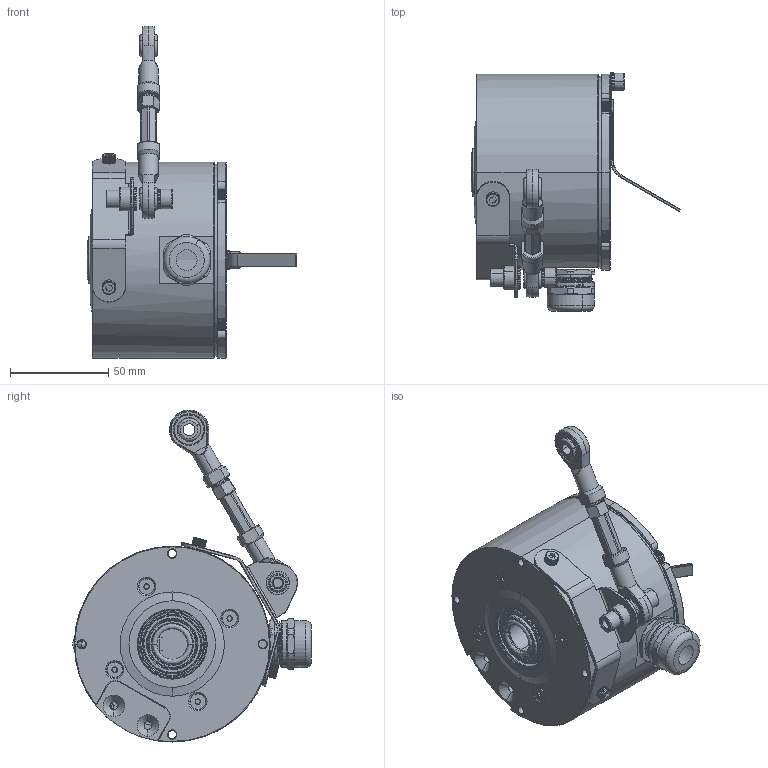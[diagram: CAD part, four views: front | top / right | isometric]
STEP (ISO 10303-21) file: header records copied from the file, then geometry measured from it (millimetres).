
FILE_DESCRIPTION (( 'STEP AP214' ), '1' );
FILE_NAME ('EHK99H 851656 三维模型.STEP', '2024-11-20T08:29:18', ( '个人用户' ), ( '微软中国' ), 'SwSTEP 2.0', 'SolidWorks 2014', '' );
FILE_SCHEMA (( 'AUTOMOTIVE_DESIGN' ));
Length unit declared in the file: millimetre
Products named in the file (1): EHK99H 851656 三维模型
Bounding box: 106.59 x 121.4 x 168.7 mm (x, y, z)
Surface area: 61969.1 mm2 (no closed solid volume)
Topology: 0 solids, 51 shells, 1022 faces, 4841 edges, 3556 vertices
Faces by surface type: plane 372, cylinder 336, cone 198, torus 92, bspline 20, sphere 4
Entity records: 63609 total; most frequent: CARTESIAN_POINT 16306, DIRECTION 7159, ORIENTED_EDGE 7012, EDGE_CURVE 4837, VERTEX_POINT 3556, AXIS2_PLACEMENT_3D 2598, LINE 1963, VECTOR 1963
